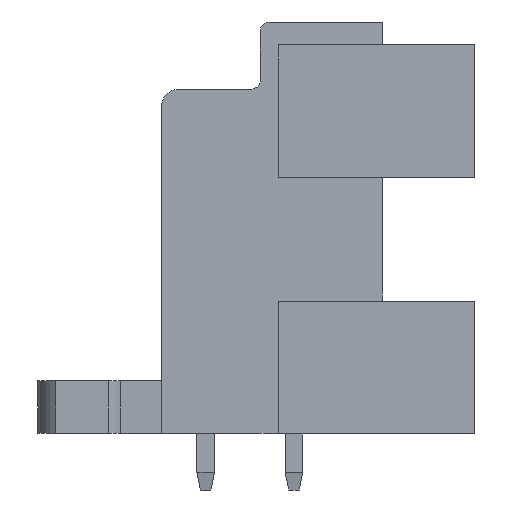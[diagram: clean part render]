
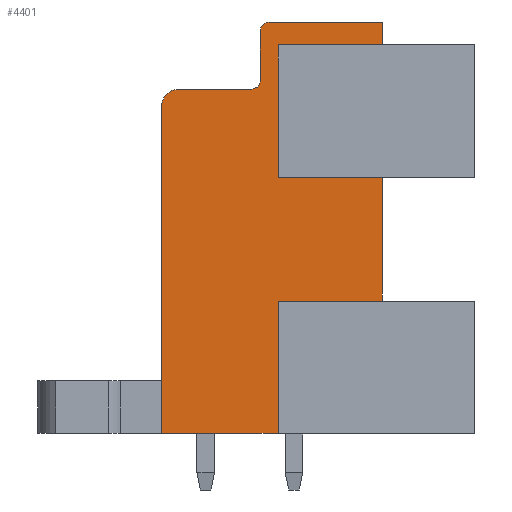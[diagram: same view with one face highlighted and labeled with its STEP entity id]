
A CAD part, left-side view. The second image highlights one B-rep face of the part: STEP entity #4401.
In plain terms, the highlighted planar face has unit normal (-1, 0, 0).
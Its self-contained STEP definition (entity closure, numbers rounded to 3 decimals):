
#2234=AXIS2_PLACEMENT_3D('Circle Axis2P3D',#2232,#2233,$) ;
#2296=AXIS2_PLACEMENT_3D('Circle Axis2P3D',#2294,#2295,$) ;
#2358=AXIS2_PLACEMENT_3D('Circle Axis2P3D',#2356,#2357,$) ;
#4372=AXIS2_PLACEMENT_3D('Plane Axis2P3D',#4369,#4370,#4371) ;
#969=CARTESIAN_POINT('Vertex',(3.5,5.2,10.7)) ;
#972=CARTESIAN_POINT('Line Origine',(3.5,8.15,10.7)) ;
#976=CARTESIAN_POINT('Vertex',(3.5,11.1,10.7)) ;
#1054=CARTESIAN_POINT('Vertex',(3.5,5.2,17.7)) ;
#1057=CARTESIAN_POINT('Line Origine',(3.5,5.2,14.2)) ;
#1113=CARTESIAN_POINT('Vertex',(3.5,11.1,17.7)) ;
#1116=CARTESIAN_POINT('Line Origine',(3.5,8.15,17.7)) ;
#2087=CARTESIAN_POINT('Vertex',(3.5,5.2,25.2)) ;
#2090=CARTESIAN_POINT('Line Origine',(3.5,8.15,25.2)) ;
#2094=CARTESIAN_POINT('Vertex',(3.5,11.1,25.2)) ;
#2167=CARTESIAN_POINT('Vertex',(3.5,5.2,26.5)) ;
#2170=CARTESIAN_POINT('Line Origine',(3.5,5.2,25.85)) ;
#2198=CARTESIAN_POINT('Vertex',(3.5,11.6,26.5)) ;
#2201=CARTESIAN_POINT('Line Origine',(3.5,8.4,26.5)) ;
#2229=CARTESIAN_POINT('Vertex',(3.5,12.1,26.)) ;
#2232=CARTESIAN_POINT('Axis2P3D Location',(3.5,11.6,26.)) ;
#2260=CARTESIAN_POINT('Vertex',(3.5,12.1,23.2)) ;
#2263=CARTESIAN_POINT('Line Origine',(3.5,12.1,24.6)) ;
#2291=CARTESIAN_POINT('Vertex',(3.5,12.6,22.7)) ;
#2294=CARTESIAN_POINT('Axis2P3D Location',(3.5,12.6,23.2)) ;
#2322=CARTESIAN_POINT('Vertex',(3.5,16.7,22.7)) ;
#2325=CARTESIAN_POINT('Line Origine',(3.5,14.65,22.7)) ;
#2353=CARTESIAN_POINT('Vertex',(3.5,17.7,21.7)) ;
#2356=CARTESIAN_POINT('Axis2P3D Location',(3.5,16.7,21.7)) ;
#2463=CARTESIAN_POINT('Vertex',(3.5,17.7,3.2)) ;
#2466=CARTESIAN_POINT('Line Origine',(3.5,17.7,12.45)) ;
#2562=CARTESIAN_POINT('Vertex',(3.5,11.1,3.2)) ;
#2565=CARTESIAN_POINT('Line Origine',(3.5,14.4,3.2)) ;
#4369=CARTESIAN_POINT('Axis2P3D Location',(3.5,0.,0.)) ;
#4374=CARTESIAN_POINT('Line Origine',(3.5,11.1,21.45)) ;
#4379=CARTESIAN_POINT('Line Origine',(3.5,11.1,6.95)) ;
#973=DIRECTION('Vector Direction',(0.,-1.,0.)) ;
#1058=DIRECTION('Vector Direction',(0.,0.,-1.)) ;
#1117=DIRECTION('Vector Direction',(0.,1.,0.)) ;
#2091=DIRECTION('Vector Direction',(0.,-1.,0.)) ;
#2171=DIRECTION('Vector Direction',(0.,0.,-1.)) ;
#2202=DIRECTION('Vector Direction',(0.,-1.,0.)) ;
#2233=DIRECTION('Axis2P3D Direction',(-1.,0.,0.)) ;
#2264=DIRECTION('Vector Direction',(0.,0.,1.)) ;
#2295=DIRECTION('Axis2P3D Direction',(-1.,0.,0.)) ;
#2326=DIRECTION('Vector Direction',(0.,-1.,0.)) ;
#2357=DIRECTION('Axis2P3D Direction',(-1.,0.,0.)) ;
#2467=DIRECTION('Vector Direction',(0.,0.,1.)) ;
#2566=DIRECTION('Vector Direction',(0.,1.,0.)) ;
#4370=DIRECTION('Axis2P3D Direction',(-1.,0.,0.)) ;
#4371=DIRECTION('Axis2P3D XDirection',(0.,-1.,0.)) ;
#4375=DIRECTION('Vector Direction',(0.,0.,1.)) ;
#4380=DIRECTION('Vector Direction',(0.,0.,1.)) ;
#974=VECTOR('Line Direction',#973,1.) ;
#1059=VECTOR('Line Direction',#1058,1.) ;
#1118=VECTOR('Line Direction',#1117,1.) ;
#2092=VECTOR('Line Direction',#2091,1.) ;
#2172=VECTOR('Line Direction',#2171,1.) ;
#2203=VECTOR('Line Direction',#2202,1.) ;
#2265=VECTOR('Line Direction',#2264,1.) ;
#2327=VECTOR('Line Direction',#2326,1.) ;
#2468=VECTOR('Line Direction',#2467,1.) ;
#2567=VECTOR('Line Direction',#2566,1.) ;
#4376=VECTOR('Line Direction',#4375,1.) ;
#4381=VECTOR('Line Direction',#4380,1.) ;
#4385=ORIENTED_EDGE('',*,*,#1120,.F.) ;
#4386=ORIENTED_EDGE('',*,*,#4378,.F.) ;
#4387=ORIENTED_EDGE('',*,*,#2096,.F.) ;
#4388=ORIENTED_EDGE('',*,*,#2174,.T.) ;
#4389=ORIENTED_EDGE('',*,*,#2205,.T.) ;
#4390=ORIENTED_EDGE('',*,*,#2236,.T.) ;
#4391=ORIENTED_EDGE('',*,*,#2267,.T.) ;
#4392=ORIENTED_EDGE('',*,*,#2298,.T.) ;
#4393=ORIENTED_EDGE('',*,*,#2329,.T.) ;
#4394=ORIENTED_EDGE('',*,*,#2360,.T.) ;
#4395=ORIENTED_EDGE('',*,*,#2470,.T.) ;
#4396=ORIENTED_EDGE('',*,*,#2569,.T.) ;
#4397=ORIENTED_EDGE('',*,*,#4383,.F.) ;
#4398=ORIENTED_EDGE('',*,*,#978,.F.) ;
#4399=ORIENTED_EDGE('',*,*,#1061,.T.) ;
#4401=ADVANCED_FACE('Housing',(#4400),#4373,.T.) ;
#2235=CIRCLE('generated circle',#2234,0.5) ;
#2297=CIRCLE('generated circle',#2296,0.5) ;
#2359=CIRCLE('generated circle',#2358,1.) ;
#978=EDGE_CURVE('',#970,#977,#975,.F.) ;
#1061=EDGE_CURVE('',#970,#1055,#1060,.F.) ;
#1120=EDGE_CURVE('',#1114,#1055,#1119,.F.) ;
#2096=EDGE_CURVE('',#2088,#2095,#2093,.F.) ;
#2174=EDGE_CURVE('',#2088,#2168,#2173,.F.) ;
#2205=EDGE_CURVE('',#2168,#2199,#2204,.F.) ;
#2236=EDGE_CURVE('',#2199,#2230,#2235,.T.) ;
#2267=EDGE_CURVE('',#2230,#2261,#2266,.F.) ;
#2298=EDGE_CURVE('',#2261,#2292,#2297,.F.) ;
#2329=EDGE_CURVE('',#2292,#2323,#2328,.F.) ;
#2360=EDGE_CURVE('',#2323,#2354,#2359,.T.) ;
#2470=EDGE_CURVE('',#2354,#2464,#2469,.F.) ;
#2569=EDGE_CURVE('',#2464,#2563,#2568,.F.) ;
#4378=EDGE_CURVE('',#2095,#1114,#4377,.F.) ;
#4383=EDGE_CURVE('',#977,#2563,#4382,.F.) ;
#4384=EDGE_LOOP('',(#4385,#4386,#4387,#4388,#4389,#4390,#4391,#4392,#4393,#4394,#4395,#4396,#4397,#4398,#4399)) ;
#4400=FACE_OUTER_BOUND('',#4384,.T.) ;
#975=LINE('Line',#972,#974) ;
#1060=LINE('Line',#1057,#1059) ;
#1119=LINE('Line',#1116,#1118) ;
#2093=LINE('Line',#2090,#2092) ;
#2173=LINE('Line',#2170,#2172) ;
#2204=LINE('Line',#2201,#2203) ;
#2266=LINE('Line',#2263,#2265) ;
#2328=LINE('Line',#2325,#2327) ;
#2469=LINE('Line',#2466,#2468) ;
#2568=LINE('Line',#2565,#2567) ;
#4377=LINE('Line',#4374,#4376) ;
#4382=LINE('Line',#4379,#4381) ;
#4373=PLANE('',#4372) ;
#970=VERTEX_POINT('',#969) ;
#977=VERTEX_POINT('',#976) ;
#1055=VERTEX_POINT('',#1054) ;
#1114=VERTEX_POINT('',#1113) ;
#2088=VERTEX_POINT('',#2087) ;
#2095=VERTEX_POINT('',#2094) ;
#2168=VERTEX_POINT('',#2167) ;
#2199=VERTEX_POINT('',#2198) ;
#2230=VERTEX_POINT('',#2229) ;
#2261=VERTEX_POINT('',#2260) ;
#2292=VERTEX_POINT('',#2291) ;
#2323=VERTEX_POINT('',#2322) ;
#2354=VERTEX_POINT('',#2353) ;
#2464=VERTEX_POINT('',#2463) ;
#2563=VERTEX_POINT('',#2562) ;
